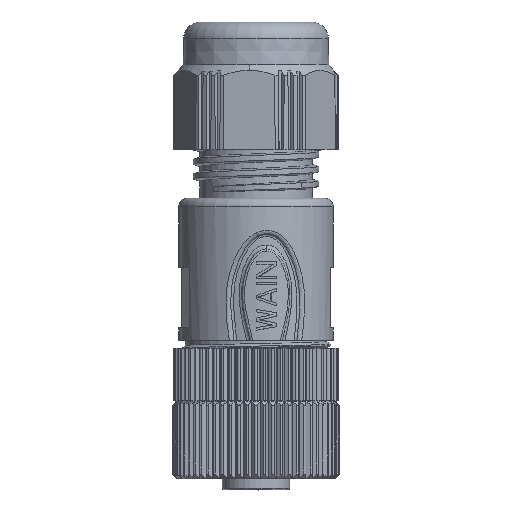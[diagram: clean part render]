
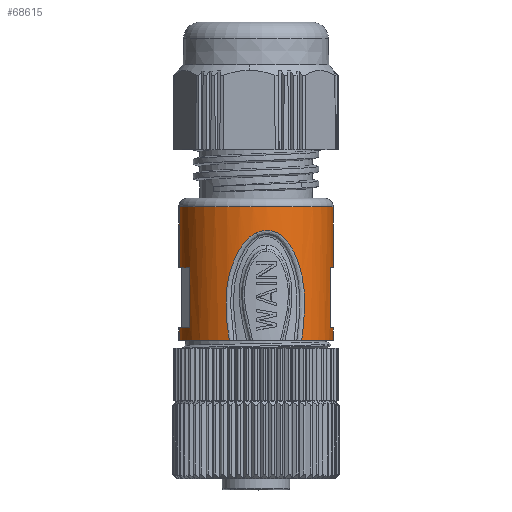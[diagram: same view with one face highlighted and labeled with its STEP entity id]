
A CAD part, top view. The second image highlights one B-rep face of the part: STEP entity #68615.
In plain terms, the highlighted cylindrical face has radius 9.25 mm (diameter 18.5 mm), a partial arc.
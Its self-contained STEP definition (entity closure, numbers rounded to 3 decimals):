
#16270=CARTESIAN_POINT('',(0.,23.3,0.));
#16271=DIRECTION('',(0.,-1.,0.));
#16272=DIRECTION('',(0.99,0.,-0.139));
#16273=AXIS2_PLACEMENT_3D('',#16270,#16271,#16272);
#16275=CARTESIAN_POINT('',(0.,23.3,0.));
#16276=DIRECTION('',(0.,-1.,0.));
#16277=DIRECTION('',(0.991,0.,-0.132));
#16278=AXIS2_PLACEMENT_3D('',#16275,#16276,#16277);
#16285=DIRECTION('',(0.,1.,0.));
#16286=VECTOR('',#16285,7.2);
#16287=CARTESIAN_POINT('',(-7.909,8.8,4.796));
#16288=LINE('',#16287,#16286);
#16289=DIRECTION('',(0.,-1.,0.));
#16290=VECTOR('',#16289,7.3);
#16291=CARTESIAN_POINT('',(9.16,23.3,-1.287));
#16292=LINE('',#16291,#16290);
#16293=DIRECTION('',(0.,-1.,0.));
#16294=VECTOR('',#16293,7.2);
#16295=CARTESIAN_POINT('',(8.925,16.,2.43));
#16296=LINE('',#16295,#16294);
#16297=DIRECTION('',(0.,-1.,0.));
#16298=VECTOR('',#16297,1.5);
#16299=CARTESIAN_POINT('',(9.16,8.8,-1.287));
#16300=LINE('',#16299,#16298);
#16301=CARTESIAN_POINT('',(0.071,20.187,
9.25));
#16302=CARTESIAN_POINT('',(-0.025,20.144,
9.25));
#16303=CARTESIAN_POINT('',(-0.221,20.045,
9.249));
#16304=CARTESIAN_POINT('',(-0.519,19.851,
9.237));
#16305=CARTESIAN_POINT('',(-0.828,19.603,
9.215));
#16306=CARTESIAN_POINT('',(-1.146,19.292,
9.181));
#16307=CARTESIAN_POINT('',(-1.474,18.906,
9.134));
#16308=CARTESIAN_POINT('',(-1.809,18.434,
9.074));
#16309=CARTESIAN_POINT('',(-2.146,17.873,
9.));
#16310=CARTESIAN_POINT('',(-2.49,17.208,
8.911));
#16311=CARTESIAN_POINT('',(-2.821,16.445,
8.811));
#16312=CARTESIAN_POINT('',(-3.093,15.651,
8.719));
#16313=CARTESIAN_POINT('',(-3.302,14.841,
8.641));
#16314=CARTESIAN_POINT('',(-3.459,13.972,
8.579));
#16315=CARTESIAN_POINT('',(-3.565,12.981,
8.536));
#16316=CARTESIAN_POINT('',(-3.61,11.836,
8.516));
#16317=CARTESIAN_POINT('',(-3.578,10.524,8.53));
#16318=CARTESIAN_POINT('',(-3.453,9.031,
8.582));
#16319=CARTESIAN_POINT('',(-3.296,7.899,
8.643));
#16320=CARTESIAN_POINT('',(-3.197,7.3,
8.68));
#16399=CARTESIAN_POINT('',(0.,7.3,0.));
#16400=DIRECTION('',(0.,1.,0.));
#16401=DIRECTION('',(0.591,0.,0.806));
#16402=AXIS2_PLACEMENT_3D('',#16399,#16400,#16401);
#16491=CARTESIAN_POINT('',(0.,7.3,0.));
#16492=DIRECTION('',(0.,1.,0.));
#16493=DIRECTION('',(-0.99,0.,0.139));
#16494=AXIS2_PLACEMENT_3D('',#16491,#16492,#16493);
#16517=CARTESIAN_POINT('',(0.071,20.187,
9.25));
#16518=CARTESIAN_POINT('',(0.152,20.224,
9.249));
#16519=CARTESIAN_POINT('',(0.324,20.292,
9.246));
#16520=CARTESIAN_POINT('',(0.616,20.376,
9.231));
#16521=CARTESIAN_POINT('',(0.93,20.428,
9.205));
#16522=CARTESIAN_POINT('',(1.255,20.447,9.166));
#16523=CARTESIAN_POINT('',(1.578,20.434,9.116));
#16524=CARTESIAN_POINT('',(1.891,20.389,9.056));
#16525=CARTESIAN_POINT('',(2.181,20.312,8.991));
#16526=CARTESIAN_POINT('',(2.46,20.204,8.918));
#16527=CARTESIAN_POINT('',(2.741,20.058,8.836));
#16528=CARTESIAN_POINT('',(3.027,19.866,8.742));
#16529=CARTESIAN_POINT('',(3.318,19.622,8.636));
#16530=CARTESIAN_POINT('',(3.617,19.312,8.516));
#16531=CARTESIAN_POINT('',(3.923,18.925,8.379));
#16532=CARTESIAN_POINT('',(4.23,18.454,8.229));
#16533=CARTESIAN_POINT('',(4.535,17.891,8.064));
#16534=CARTESIAN_POINT('',(4.84,17.228,7.885));
#16535=CARTESIAN_POINT('',(5.137,16.449,7.695));
#16536=CARTESIAN_POINT('',(5.381,15.625,7.525));
#16537=CARTESIAN_POINT('',(5.563,14.795,7.391));
#16538=CARTESIAN_POINT('',(5.699,13.902,7.286));
#16539=CARTESIAN_POINT('',(5.787,12.911,7.216));
#16540=CARTESIAN_POINT('',(5.821,11.78,7.189));
#16541=CARTESIAN_POINT('',(5.789,10.48,7.214));
#16542=CARTESIAN_POINT('',(5.679,9.001,7.302));
#16543=CARTESIAN_POINT('',(5.549,7.888,7.402));
#16544=CARTESIAN_POINT('',(5.47,7.3,7.459));
#17229=DIRECTION('',(0.,-1.,0.));
#17230=VECTOR('',#17229,7.3);
#17231=CARTESIAN_POINT('',(-9.16,23.3,1.287));
#17232=LINE('',#17231,#17230);
#17237=DIRECTION('',(0.,-1.,0.));
#17238=VECTOR('',#17237,1.5);
#17239=CARTESIAN_POINT('',(-9.16,8.8,1.287));
#17240=LINE('',#17239,#17238);
#17275=CARTESIAN_POINT('',(0.,8.8,0.));
#17276=DIRECTION('',(0.,-1.,0.));
#17277=DIRECTION('',(0.99,0.,-0.139));
#17278=AXIS2_PLACEMENT_3D('',#17275,#17276,#17277);
#17293=CARTESIAN_POINT('',(0.,16.,0.));
#17294=DIRECTION('',(0.,1.,0.));
#17295=DIRECTION('',(0.965,0.,0.263));
#17296=AXIS2_PLACEMENT_3D('',#17293,#17294,#17295);
#17303=CARTESIAN_POINT('',(0.,16.,0.));
#17304=DIRECTION('',(0.,1.,0.));
#17305=DIRECTION('',(-0.99,0.,0.139));
#17306=AXIS2_PLACEMENT_3D('',#17303,#17304,#17305);
#17321=CARTESIAN_POINT('',(0.,8.8,0.));
#17322=DIRECTION('',(0.,-1.,0.));
#17323=DIRECTION('',(-0.855,0.,0.518));
#17324=AXIS2_PLACEMENT_3D('',#17321,#17322,#17323);
#43407=CARTESIAN_POINT('',(-9.16,23.3,1.287));
#43408=VERTEX_POINT('',#43407);
#43410=CARTESIAN_POINT('',(9.16,23.3,-1.287));
#43412=VERTEX_POINT('',#43410);
#43413=CARTESIAN_POINT('',(9.169,23.3,-1.224));
#43414=VERTEX_POINT('',#43413);
#43415=CARTESIAN_POINT('',(-9.16,7.3,1.287));
#43416=CARTESIAN_POINT('',(-3.197,7.3,8.68));
#43417=VERTEX_POINT('',#43415);
#43418=VERTEX_POINT('',#43416);
#43419=CARTESIAN_POINT('',(-9.16,8.8,1.287));
#43420=VERTEX_POINT('',#43419);
#43421=CARTESIAN_POINT('',(-7.909,8.8,4.796));
#43422=VERTEX_POINT('',#43421);
#43423=CARTESIAN_POINT('',(-7.909,16.,4.796));
#43424=VERTEX_POINT('',#43423);
#43425=CARTESIAN_POINT('',(-9.16,16.,1.287));
#43426=VERTEX_POINT('',#43425);
#43427=CARTESIAN_POINT('',(9.16,16.,-1.287));
#43428=VERTEX_POINT('',#43427);
#43429=CARTESIAN_POINT('',(8.925,16.,2.43));
#43430=VERTEX_POINT('',#43429);
#43431=CARTESIAN_POINT('',(8.925,8.8,2.43));
#43432=VERTEX_POINT('',#43431);
#43433=CARTESIAN_POINT('',(9.16,8.8,-1.287));
#43434=VERTEX_POINT('',#43433);
#43435=CARTESIAN_POINT('',(9.16,7.3,-1.287));
#43436=VERTEX_POINT('',#43435);
#43437=CARTESIAN_POINT('',(5.47,7.3,7.459));
#43438=VERTEX_POINT('',#43437);
#43439=VERTEX_POINT('',#16517);
#68578=CARTESIAN_POINT('',(0.,1.2,0.));
#68579=DIRECTION('',(0.,1.,0.));
#68580=DIRECTION('',(0.99,0.,-0.139));
#68581=AXIS2_PLACEMENT_3D('',#68578,#68579,#68580);
#68582=CYLINDRICAL_SURFACE('',#68581,9.25);
#68584=ORIENTED_EDGE('',*,*,#68583,.F.);
#68586=ORIENTED_EDGE('',*,*,#68585,.F.);
#68588=ORIENTED_EDGE('',*,*,#68587,.F.);
#68590=ORIENTED_EDGE('',*,*,#68589,.T.);
#68592=ORIENTED_EDGE('',*,*,#68591,.F.);
#68594=ORIENTED_EDGE('',*,*,#68593,.F.);
#68595=ORIENTED_EDGE('',*,*,#68572,.F.);
#68596=ORIENTED_EDGE('',*,*,#68570,.F.);
#68598=ORIENTED_EDGE('',*,*,#68597,.T.);
#68600=ORIENTED_EDGE('',*,*,#68599,.F.);
#68602=ORIENTED_EDGE('',*,*,#68601,.T.);
#68604=ORIENTED_EDGE('',*,*,#68603,.F.);
#68606=ORIENTED_EDGE('',*,*,#68605,.T.);
#68608=ORIENTED_EDGE('',*,*,#68607,.F.);
#68610=ORIENTED_EDGE('',*,*,#68609,.F.);
#68612=ORIENTED_EDGE('',*,*,#68611,.T.);
#68613=EDGE_LOOP('',(#68584,#68586,#68588,#68590,#68592,#68594,#68595,#68596,
#68598,#68600,#68602,#68604,#68606,#68608,#68610,#68612));
#68614=FACE_OUTER_BOUND('',#68613,.F.);
#68615=ADVANCED_FACE('',(#68614),#68582,.T.);
#16274=CIRCLE('',#16273,9.25);
#16279=CIRCLE('',#16278,9.25);
#16321=B_SPLINE_CURVE_WITH_KNOTS('',3,(#16301,#16302,#16303,#16304,#16305,
#16306,#16307,#16308,#16309,#16310,#16311,#16312,#16313,#16314,#16315,#16316,
#16317,#16318,#16319,#16320),.UNSPECIFIED.,.F.,.F.,(4,1,1,1,1,1,1,1,1,1,1,1,1,1,
1,1,1,4),(0.,0.059,0.118,0.176,
0.235,0.294,0.353,0.412,
0.471,0.529,0.588,0.647,
0.706,0.765,0.824,0.882,
0.941,1.),.UNSPECIFIED.);
#16403=CIRCLE('',#16402,9.25);
#16495=CIRCLE('',#16494,9.25);
#16545=B_SPLINE_CURVE_WITH_KNOTS('',3,(#16517,#16518,#16519,#16520,#16521,
#16522,#16523,#16524,#16525,#16526,#16527,#16528,#16529,#16530,#16531,#16532,
#16533,#16534,#16535,#16536,#16537,#16538,#16539,#16540,#16541,#16542,#16543,
#16544),.UNSPECIFIED.,.F.,.F.,(4,1,1,1,1,1,1,1,1,1,1,1,1,1,1,1,1,1,1,1,1,1,1,1,
1,4),(0.,0.04,0.08,0.12,0.16,0.2,0.24,0.28,0.32,0.36,0.4,
0.44,0.48,0.52,0.56,0.6,0.64,0.68,0.72,0.76,0.8,0.84,
0.88,0.92,0.96,1.),.UNSPECIFIED.);
#17279=CIRCLE('',#17278,9.25);
#17297=CIRCLE('',#17296,9.25);
#17307=CIRCLE('',#17306,9.25);
#17325=CIRCLE('',#17324,9.25);
#68570=EDGE_CURVE('',#43412,#43414,#16274,.T.);
#68572=EDGE_CURVE('',#43414,#43408,#16279,.T.);
#68583=EDGE_CURVE('',#43417,#43418,#16495,.T.);
#68585=EDGE_CURVE('',#43420,#43417,#17240,.T.);
#68587=EDGE_CURVE('',#43422,#43420,#17325,.T.);
#68589=EDGE_CURVE('',#43422,#43424,#16288,.T.);
#68591=EDGE_CURVE('',#43426,#43424,#17307,.T.);
#68593=EDGE_CURVE('',#43408,#43426,#17232,.T.);
#68597=EDGE_CURVE('',#43412,#43428,#16292,.T.);
#68599=EDGE_CURVE('',#43430,#43428,#17297,.T.);
#68601=EDGE_CURVE('',#43430,#43432,#16296,.T.);
#68603=EDGE_CURVE('',#43434,#43432,#17279,.T.);
#68605=EDGE_CURVE('',#43434,#43436,#16300,.T.);
#68607=EDGE_CURVE('',#43438,#43436,#16403,.T.);
#68609=EDGE_CURVE('',#43439,#43438,#16545,.T.);
#68611=EDGE_CURVE('',#43439,#43418,#16321,.T.);
